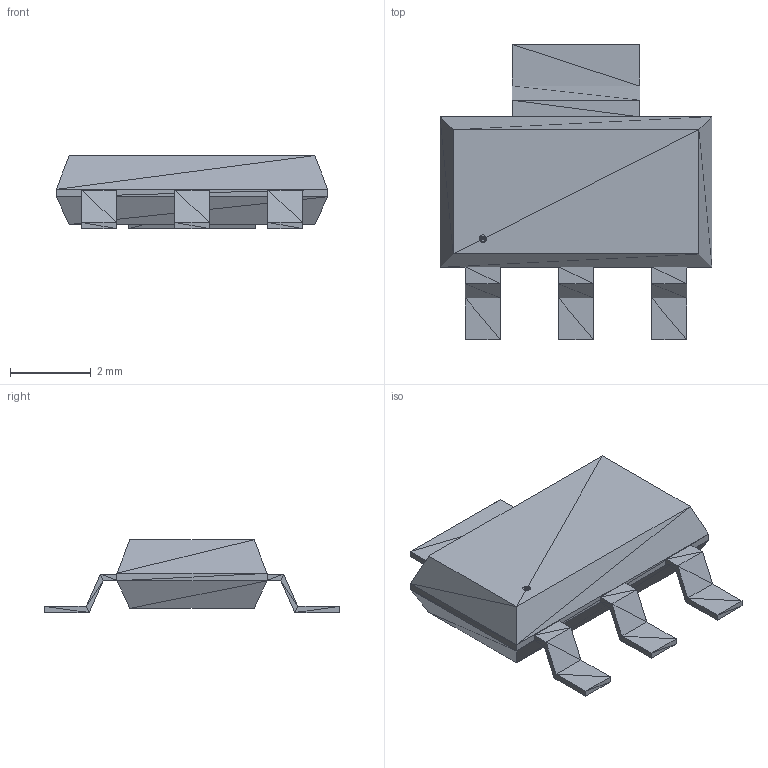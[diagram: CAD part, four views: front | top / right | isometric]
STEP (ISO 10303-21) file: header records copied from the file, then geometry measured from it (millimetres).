
FILE_DESCRIPTION(('STEP AP214'),'1');
FILE_NAME('SOT-223-M','2020-01-08T01:56:59',(''),(''),'','','');
FILE_SCHEMA(('AUTOMOTIVE_DESIGN'));
Length unit declared in the file: millimetre
Products named in the file (1): product
Bounding box: 6.71 x 7.29 x 1.81 mm (x, y, z)
Volume: 39.3 mm3; surface area: 104.3 mm2
Topology: 6 solids, 6 shells, 268 faces, 402 edges, 146 vertices
Faces by surface type: plane 268
Entity records: 5185 total; most frequent: DIRECTION 940, ORIENTED_EDGE 804, CARTESIAN_POINT 415, EDGE_CURVE 402, LINE 402, VECTOR 402, AXIS2_PLACEMENT_3D 269, STYLED_ITEM 268
